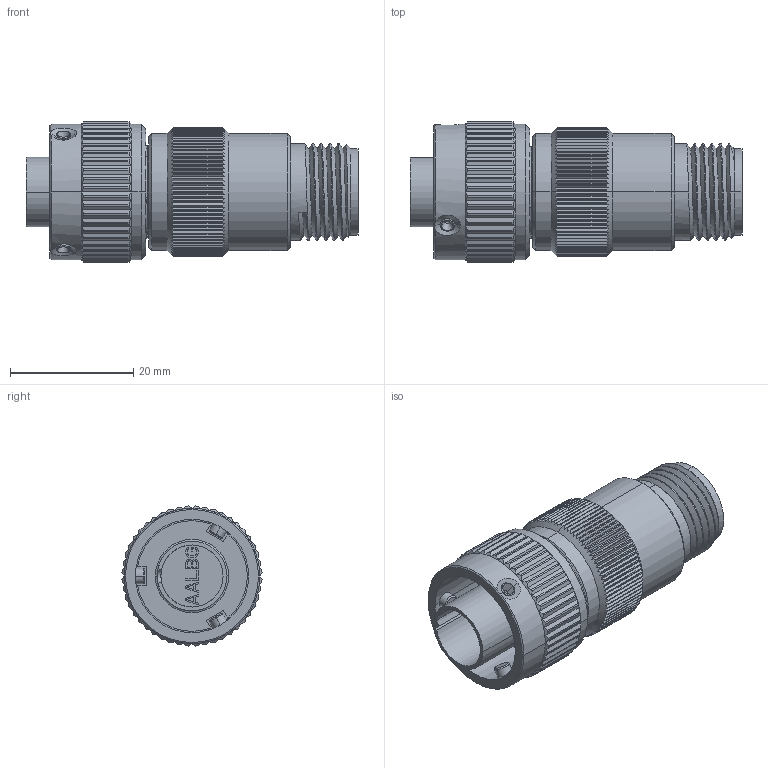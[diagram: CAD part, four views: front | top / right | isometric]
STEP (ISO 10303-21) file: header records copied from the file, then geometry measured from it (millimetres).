
FILE_DESCRIPTION((''),'2;1');
FILE_NAME('VG95234H-10_SW0001','2023-03-28T09:15:29',('paultorloting'),('NET AG system integration'),'CREO PARAMETRIC BY PTC INC, 2021404','CREO PARAMETRIC BY PTC INC, 2021404','');
FILE_SCHEMA(('AUTOMOTIVE_DESIGN { 1 0 10303 214 1 1 1 1 }'));
Length unit declared in the file: millimetre
Products named in the file (1): VG95234H-10_SW0001
Bounding box: 53.89 x 22.73 x 22.73 mm (x, y, z)
Volume: 11886.6 mm3; surface area: 6799.7 mm2
Topology: 1 solids, 1 shells, 824 faces, 2305 edges, 1510 vertices
Faces by surface type: plane 559, cylinder 195, cone 52, bspline 10, torus 8
Entity records: 36460 total; most frequent: CARTESIAN_POINT 12110, ORIENTED_EDGE 4598, DIRECTION 3730, EDGE_CURVE 2299, VERTEX_POINT 1510, VECTOR 1247, LINE 1247, AXIS2_PLACEMENT_3D 1240
